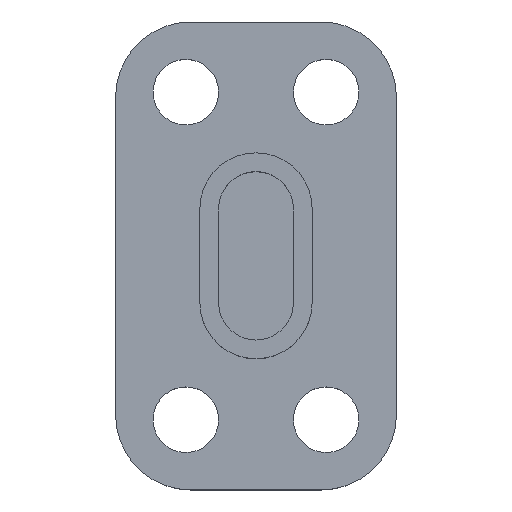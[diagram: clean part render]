
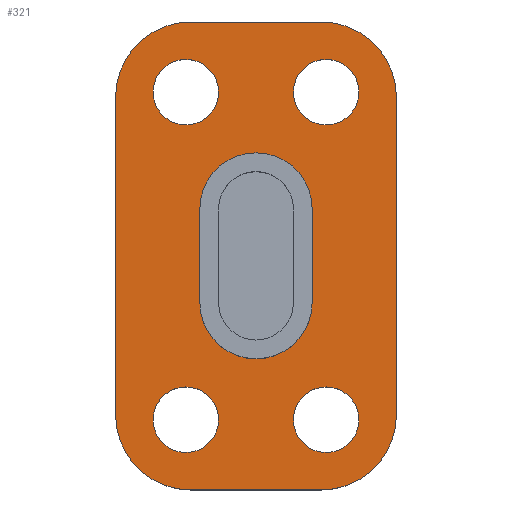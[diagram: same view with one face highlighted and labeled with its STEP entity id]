
A CAD part, top view. The second image highlights one B-rep face of the part: STEP entity #321.
In plain terms, the highlighted planar face has unit normal (0, 0, 1).
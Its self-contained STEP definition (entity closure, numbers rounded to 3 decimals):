
#32 = VERTEX_POINT('',#33);
#33 = CARTESIAN_POINT('',(-21.613,20.992,10.));
#39 = EDGE_CURVE('',#32,#40,#42,.T.);
#40 = VERTEX_POINT('',#41);
#41 = CARTESIAN_POINT('',(-21.613,-47.008,10.));
#42 = LINE('',#43,#44);
#43 = CARTESIAN_POINT('',(-21.613,36.992,10.));
#44 = VECTOR('',#45,1.);
#45 = DIRECTION('',(0.,-1.,0.));
#302 = VERTEX_POINT('',#303);
#303 = CARTESIAN_POINT('',(-5.613,-63.008,10.));
#309 = EDGE_CURVE('',#40,#302,#310,.T.);
#310 = CIRCLE('',#311,16.);
#311 = AXIS2_PLACEMENT_3D('',#312,#313,#314);
#312 = CARTESIAN_POINT('',(-5.613,-47.008,10.));
#313 = DIRECTION('',(-0.,0.,1.));
#314 = DIRECTION('',(0.,-1.,0.));
#321 = ADVANCED_FACE('',(#322,#375,#386,#397,#433,#444),#455,.T.);
#322 = FACE_BOUND('',#323,.T.);
#323 = EDGE_LOOP('',(#324,#325,#326,#334,#343,#351,#360,#368));
#324 = ORIENTED_EDGE('',*,*,#39,.T.);
#325 = ORIENTED_EDGE('',*,*,#309,.T.);
#326 = ORIENTED_EDGE('',*,*,#327,.T.);
#327 = EDGE_CURVE('',#302,#328,#330,.T.);
#328 = VERTEX_POINT('',#329);
#329 = CARTESIAN_POINT('',(22.387,-63.008,10.));
#330 = LINE('',#331,#332);
#331 = CARTESIAN_POINT('',(-21.613,-63.008,10.));
#332 = VECTOR('',#333,1.);
#333 = DIRECTION('',(1.,0.,0.));
#334 = ORIENTED_EDGE('',*,*,#335,.T.);
#335 = EDGE_CURVE('',#328,#336,#338,.T.);
#336 = VERTEX_POINT('',#337);
#337 = CARTESIAN_POINT('',(38.387,-47.008,10.));
#338 = CIRCLE('',#339,16.);
#339 = AXIS2_PLACEMENT_3D('',#340,#341,#342);
#340 = CARTESIAN_POINT('',(22.387,-47.008,10.));
#341 = DIRECTION('',(-0.,0.,1.));
#342 = DIRECTION('',(0.,-1.,0.));
#343 = ORIENTED_EDGE('',*,*,#344,.T.);
#344 = EDGE_CURVE('',#336,#345,#347,.T.);
#345 = VERTEX_POINT('',#346);
#346 = CARTESIAN_POINT('',(38.387,20.992,10.));
#347 = LINE('',#348,#349);
#348 = CARTESIAN_POINT('',(38.387,-63.008,10.));
#349 = VECTOR('',#350,1.);
#350 = DIRECTION('',(0.,1.,0.));
#351 = ORIENTED_EDGE('',*,*,#352,.T.);
#352 = EDGE_CURVE('',#345,#353,#355,.T.);
#353 = VERTEX_POINT('',#354);
#354 = CARTESIAN_POINT('',(22.387,36.992,10.));
#355 = CIRCLE('',#356,16.);
#356 = AXIS2_PLACEMENT_3D('',#357,#358,#359);
#357 = CARTESIAN_POINT('',(22.387,20.992,10.));
#358 = DIRECTION('',(-0.,0.,1.));
#359 = DIRECTION('',(0.,-1.,0.));
#360 = ORIENTED_EDGE('',*,*,#361,.T.);
#361 = EDGE_CURVE('',#353,#362,#364,.T.);
#362 = VERTEX_POINT('',#363);
#363 = CARTESIAN_POINT('',(-5.613,36.992,10.));
#364 = LINE('',#365,#366);
#365 = CARTESIAN_POINT('',(38.387,36.992,10.));
#366 = VECTOR('',#367,1.);
#367 = DIRECTION('',(-1.,0.,0.));
#368 = ORIENTED_EDGE('',*,*,#369,.F.);
#369 = EDGE_CURVE('',#32,#362,#370,.T.);
#370 = CIRCLE('',#371,16.);
#371 = AXIS2_PLACEMENT_3D('',#372,#373,#374);
#372 = CARTESIAN_POINT('',(-5.613,20.992,10.));
#373 = DIRECTION('',(-0.,-0.,-1.));
#374 = DIRECTION('',(0.,-1.,0.));
#375 = FACE_BOUND('',#376,.T.);
#376 = EDGE_LOOP('',(#377));
#377 = ORIENTED_EDGE('',*,*,#378,.F.);
#378 = EDGE_CURVE('',#379,#379,#381,.T.);
#379 = VERTEX_POINT('',#380);
#380 = CARTESIAN_POINT('',(0.387,-48.008,10.));
#381 = CIRCLE('',#382,7.);
#382 = AXIS2_PLACEMENT_3D('',#383,#384,#385);
#383 = CARTESIAN_POINT('',(-6.613,-48.008,10.));
#384 = DIRECTION('',(0.,0.,1.));
#385 = DIRECTION('',(1.,0.,0.));
#386 = FACE_BOUND('',#387,.T.);
#387 = EDGE_LOOP('',(#388));
#388 = ORIENTED_EDGE('',*,*,#389,.F.);
#389 = EDGE_CURVE('',#390,#390,#392,.T.);
#390 = VERTEX_POINT('',#391);
#391 = CARTESIAN_POINT('',(30.387,-48.008,10.));
#392 = CIRCLE('',#393,7.);
#393 = AXIS2_PLACEMENT_3D('',#394,#395,#396);
#394 = CARTESIAN_POINT('',(23.387,-48.008,10.));
#395 = DIRECTION('',(0.,0.,1.));
#396 = DIRECTION('',(1.,0.,0.));
#397 = FACE_BOUND('',#398,.T.);
#398 = EDGE_LOOP('',(#399,#410,#418,#427));
#399 = ORIENTED_EDGE('',*,*,#400,.F.);
#400 = EDGE_CURVE('',#401,#403,#405,.T.);
#401 = VERTEX_POINT('',#402);
#402 = CARTESIAN_POINT('',(20.387,-3.008,10.));
#403 = VERTEX_POINT('',#404);
#404 = CARTESIAN_POINT('',(-3.613,-3.008,10.));
#405 = CIRCLE('',#406,12.);
#406 = AXIS2_PLACEMENT_3D('',#407,#408,#409);
#407 = CARTESIAN_POINT('',(8.387,-3.008,10.));
#408 = DIRECTION('',(0.,0.,1.));
#409 = DIRECTION('',(1.,0.,0.));
#410 = ORIENTED_EDGE('',*,*,#411,.T.);
#411 = EDGE_CURVE('',#401,#412,#414,.T.);
#412 = VERTEX_POINT('',#413);
#413 = CARTESIAN_POINT('',(20.387,-23.008,10.));
#414 = LINE('',#415,#416);
#415 = CARTESIAN_POINT('',(20.387,-3.008,10.));
#416 = VECTOR('',#417,1.);
#417 = DIRECTION('',(0.,-1.,0.));
#418 = ORIENTED_EDGE('',*,*,#419,.F.);
#419 = EDGE_CURVE('',#420,#412,#422,.T.);
#420 = VERTEX_POINT('',#421);
#421 = CARTESIAN_POINT('',(-3.613,-23.008,10.));
#422 = CIRCLE('',#423,12.);
#423 = AXIS2_PLACEMENT_3D('',#424,#425,#426);
#424 = CARTESIAN_POINT('',(8.387,-23.008,10.));
#425 = DIRECTION('',(0.,0.,1.));
#426 = DIRECTION('',(1.,0.,0.));
#427 = ORIENTED_EDGE('',*,*,#428,.F.);
#428 = EDGE_CURVE('',#403,#420,#429,.T.);
#429 = LINE('',#430,#431);
#430 = CARTESIAN_POINT('',(-3.613,-3.008,10.));
#431 = VECTOR('',#432,1.);
#432 = DIRECTION('',(0.,-1.,0.));
#433 = FACE_BOUND('',#434,.T.);
#434 = EDGE_LOOP('',(#435));
#435 = ORIENTED_EDGE('',*,*,#436,.F.);
#436 = EDGE_CURVE('',#437,#437,#439,.T.);
#437 = VERTEX_POINT('',#438);
#438 = CARTESIAN_POINT('',(0.387,21.992,10.));
#439 = CIRCLE('',#440,7.);
#440 = AXIS2_PLACEMENT_3D('',#441,#442,#443);
#441 = CARTESIAN_POINT('',(-6.613,21.992,10.));
#442 = DIRECTION('',(0.,0.,1.));
#443 = DIRECTION('',(1.,0.,0.));
#444 = FACE_BOUND('',#445,.T.);
#445 = EDGE_LOOP('',(#446));
#446 = ORIENTED_EDGE('',*,*,#447,.F.);
#447 = EDGE_CURVE('',#448,#448,#450,.T.);
#448 = VERTEX_POINT('',#449);
#449 = CARTESIAN_POINT('',(30.387,21.992,10.));
#450 = CIRCLE('',#451,7.);
#451 = AXIS2_PLACEMENT_3D('',#452,#453,#454);
#452 = CARTESIAN_POINT('',(23.387,21.992,10.));
#453 = DIRECTION('',(0.,0.,1.));
#454 = DIRECTION('',(1.,0.,0.));
#455 = PLANE('',#456);
#456 = AXIS2_PLACEMENT_3D('',#457,#458,#459);
#457 = CARTESIAN_POINT('',(8.387,-13.008,10.));
#458 = DIRECTION('',(0.,0.,1.));
#459 = DIRECTION('',(1.,0.,0.));
